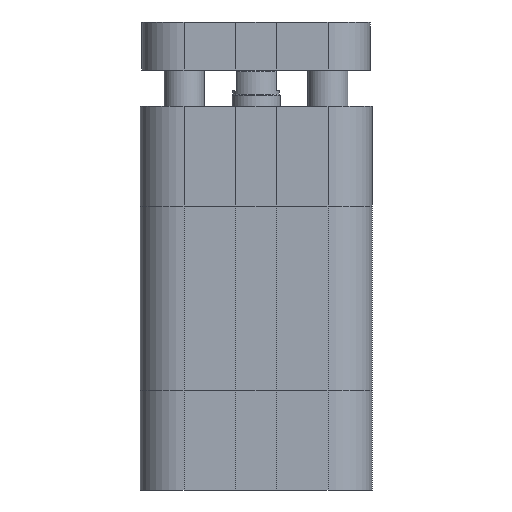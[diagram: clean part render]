
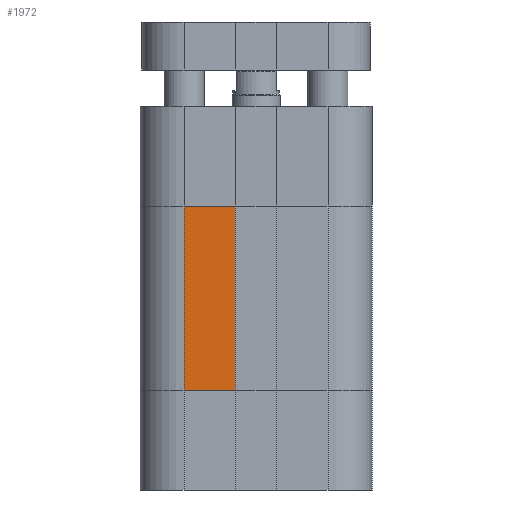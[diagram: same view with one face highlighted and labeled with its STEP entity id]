
A CAD part, front view. The second image highlights one B-rep face of the part: STEP entity #1972.
In plain terms, the highlighted planar face has unit normal (0, -1, 0).
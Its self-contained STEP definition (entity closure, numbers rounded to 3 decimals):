
#1883=CARTESIAN_POINT('',(-9.,-14.5,12.5));
#1884=VERTEX_POINT('',#1883);
#1892=CARTESIAN_POINT('',(-9.,-14.5,35.5));
#1893=VERTEX_POINT('',#1892);
#1894=CARTESIAN_POINT('',(-9.,-14.5,12.5));
#1895=DIRECTION('',(0.0,0.0,1.0));
#1896=VECTOR('',#1895,23.);
#1897=LINE('',#1894,#1896);
#1898=EDGE_CURVE('',#1884,#1893,#1897,.T.);
#1942=CARTESIAN_POINT('',(-2.6,-14.5,0.0));
#1943=DIRECTION('',(0.0,-1.0,0.0));
#1944=DIRECTION('',(0.0,0.0,-1.0));
#1945=AXIS2_PLACEMENT_3D('',#1942,#1943,#1944);
#1946=PLANE('',#1945);
#1947=CARTESIAN_POINT('',(-2.6,-14.5,12.5));
#1948=VERTEX_POINT('',#1947);
#1949=CARTESIAN_POINT('',(-9.,-14.5,12.5));
#1950=DIRECTION('',(1.0,0.0,0.0));
#1951=VECTOR('',#1950,6.4);
#1952=LINE('',#1949,#1951);
#1953=EDGE_CURVE('',#1884,#1948,#1952,.T.);
#1954=ORIENTED_EDGE('',*,*,#1953,.T.);
#1955=CARTESIAN_POINT('',(-2.6,-14.5,35.5));
#1956=VERTEX_POINT('',#1955);
#1957=CARTESIAN_POINT('',(-2.6,-14.5,12.5));
#1958=DIRECTION('',(0.0,0.0,1.0));
#1959=VECTOR('',#1958,23.);
#1960=LINE('',#1957,#1959);
#1961=EDGE_CURVE('',#1948,#1956,#1960,.T.);
#1962=ORIENTED_EDGE('',*,*,#1961,.T.);
#1963=CARTESIAN_POINT('',(-9.,-14.5,35.5));
#1964=DIRECTION('',(1.0,0.0,0.0));
#1965=VECTOR('',#1964,6.4);
#1966=LINE('',#1963,#1965);
#1967=EDGE_CURVE('',#1893,#1956,#1966,.T.);
#1968=ORIENTED_EDGE('',*,*,#1967,.F.);
#1969=ORIENTED_EDGE('',*,*,#1898,.F.);
#1970=EDGE_LOOP('',(#1954,#1962,#1968,#1969));
#1971=FACE_OUTER_BOUND('',#1970,.T.);
#1972=ADVANCED_FACE('',(#1971),#1946,.T.);
